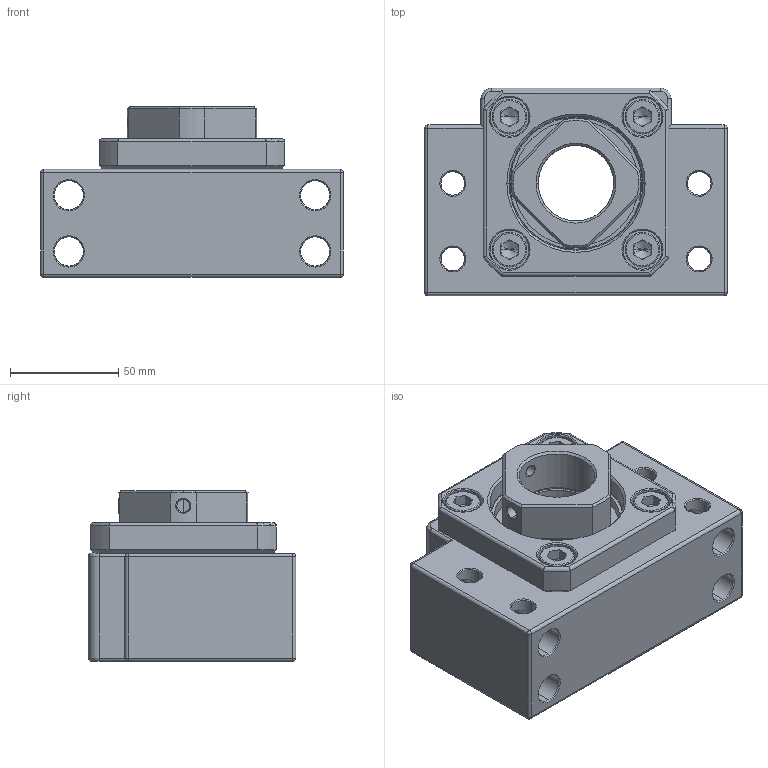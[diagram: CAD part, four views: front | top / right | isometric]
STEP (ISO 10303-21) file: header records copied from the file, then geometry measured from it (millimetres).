
FILE_DESCRIPTION (( 'STEP AP214' ), '1' );
FILE_NAME ('BK35疒玉.STEP', '2018-12-10T05:03:27', ( 'Windows 荤侩磊' ), ( '' ), 'SwSTEP 2.0', 'SolidWorks 2013', '' );
FILE_SCHEMA (( 'AUTOMOTIVE_DESIGN' ));
Length unit declared in the file: millimetre
Products named in the file (8): BK35軸承座_體(成_); BK35疒玉; M10 x 20L螺絲; BK35軸承_(成_); 35軸封; 7207A軸承 ; BK35鎖固螺帽(成_); BK35間隔環
Assembly tree (12 placements, depth 2):
  BK35疒玉
    BK35軸承座_體(成_)
    BK35間隔環
    BK35鎖固螺帽(成_)
    7207A軸承   x2
    35軸封  x2
    BK35軸承_(成_)
    M10 x 20L螺絲  x4
Bounding box: 140 x 96 x 79 mm (x, y, z)
Volume: 545645.6 mm3; surface area: 160368.8 mm2
Topology: 42 solids, 42 shells, 618 faces, 1463 edges, 805 vertices
Faces by surface type: cylinder 187, bspline 136, plane 129, cone 124, torus 34, sphere 8
Entity records: 17585 total; most frequent: CARTESIAN_POINT 7403, DIRECTION 2100, ORIENTED_EDGE 1966, EDGE_CURVE 983, AXIS2_PLACEMENT_3D 871, VERTEX_POINT 590, EDGE_LOOP 503, CIRCLE 485
